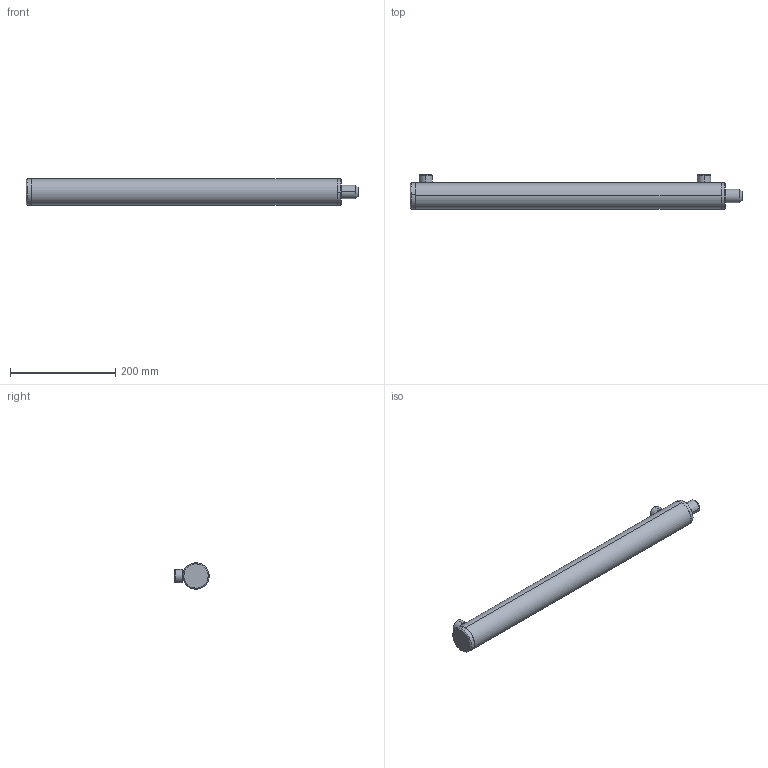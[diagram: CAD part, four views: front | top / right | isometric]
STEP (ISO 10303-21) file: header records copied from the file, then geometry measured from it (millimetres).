
FILE_DESCRIPTION (( 'STEP AP203' ), '1' );
FILE_NAME ('701-5NU.STEP', '2014-12-15T06:32:56', ( '' ), ( '' ), 'SwSTEP 2.0', 'SolidWorks 2015', '' );
FILE_SCHEMA (( 'CONFIG_CONTROL_DESIGN' ));
Length unit declared in the file: millimetre
Products named in the file (7): AL38; D701^701-5NU; P701^701-5NU; Rohr^701-5NU; Boden^701-5NU; 701-5NU; Stange^701-5NU
Assembly tree (7 placements, depth 2):
  701-5NU
    Rohr^701-5NU
    Stange^701-5NU
    AL38  x2
    D701^701-5NU
    P701^701-5NU
    Boden^701-5NU
Bounding box: 630 x 65 x 50 mm (x, y, z)
Volume: 799352.4 mm3; surface area: 244580.4 mm2
Topology: 7 solids, 7 shells, 93 faces, 186 edges, 112 vertices
Faces by surface type: cylinder 40, cone 28, plane 19, torus 6
Entity records: 3107 total; most frequent: CARTESIAN_POINT 607, DIRECTION 422, ORIENTED_EDGE 316, AXIS2_PLACEMENT_3D 183, EDGE_CURVE 158, VERTEX_POINT 96, EDGE_LOOP 96, CIRCLE 94
